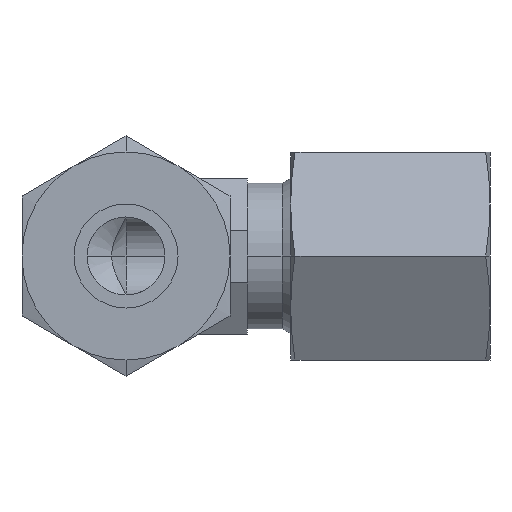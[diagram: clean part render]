
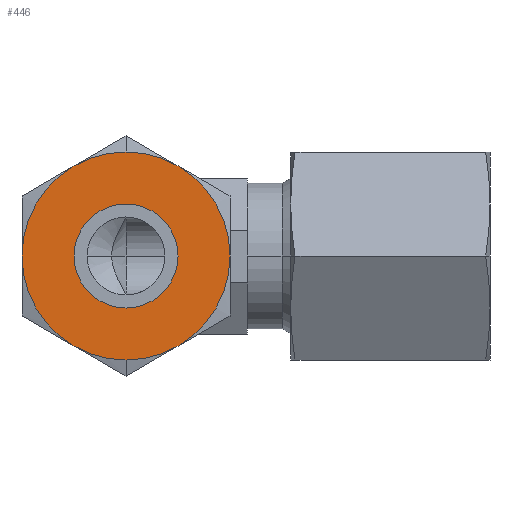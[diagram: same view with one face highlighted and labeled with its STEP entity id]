
A CAD part, front view. The second image highlights one B-rep face of the part: STEP entity #446.
In plain terms, the highlighted planar face has unit normal (0, -1, 0).
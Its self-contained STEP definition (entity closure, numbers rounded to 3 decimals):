
#446 = ADVANCED_FACE( '', ( #823, #824 ), #825, .T. );
#823 = FACE_OUTER_BOUND( '', #1203, .T. );
#824 = FACE_BOUND( '', #1204, .T. );
#825 = PLANE( '', #1205 );
#1203 = EDGE_LOOP( '', ( #2536, #2537, #2538, #2539, #2540, #2541, #2542, #2543 ) );
#1204 = EDGE_LOOP( '', ( #2544, #2545 ) );
#1205 = AXIS2_PLACEMENT_3D( '', #2546, #2547, #2548 );
#2536 = ORIENTED_EDGE( '', *, *, #2959, .F. );
#2537 = ORIENTED_EDGE( '', *, *, #2960, .F. );
#2538 = ORIENTED_EDGE( '', *, *, #2955, .F. );
#2539 = ORIENTED_EDGE( '', *, *, #2956, .F. );
#2540 = ORIENTED_EDGE( '', *, *, #2916, .F. );
#2541 = ORIENTED_EDGE( '', *, *, #2957, .F. );
#2542 = ORIENTED_EDGE( '', *, *, #2958, .F. );
#2543 = ORIENTED_EDGE( '', *, *, #2912, .F. );
#2544 = ORIENTED_EDGE( '', *, *, #2966, .T. );
#2545 = ORIENTED_EDGE( '', *, *, #2896, .T. );
#2546 = CARTESIAN_POINT( '', ( 0., -21., 4.5 ) );
#2547 = DIRECTION( '', ( 0., -1., 0. ) );
#2548 = DIRECTION( '', ( 0., 0., -1. ) );
#2896 = EDGE_CURVE( '', #3505, #3502, #3506, .T. );
#2912 = EDGE_CURVE( '', #3530, #3533, #3534, .T. );
#2916 = EDGE_CURVE( '', #3539, #3537, #3541, .T. );
#2955 = EDGE_CURVE( '', #3557, #3576, #3602, .T. );
#2956 = EDGE_CURVE( '', #3537, #3557, #3603, .T. );
#2957 = EDGE_CURVE( '', #3589, #3539, #3604, .T. );
#2958 = EDGE_CURVE( '', #3533, #3589, #3605, .T. );
#2959 = EDGE_CURVE( '', #3569, #3530, #3606, .T. );
#2960 = EDGE_CURVE( '', #3576, #3569, #3607, .T. );
#2966 = EDGE_CURVE( '', #3502, #3505, #3613, .T. );
#3502 = VERTEX_POINT( '', #4592 );
#3505 = VERTEX_POINT( '', #4596 );
#3506 = CIRCLE( '', #4597, 3. );
#3530 = VERTEX_POINT( '', #4630 );
#3533 = VERTEX_POINT( '', #4634 );
#3534 = CIRCLE( '', #4635, 6. );
#3537 = VERTEX_POINT( '', #4647 );
#3539 = VERTEX_POINT( '', #4650 );
#3541 = CIRCLE( '', #4661, 6. );
#3557 = VERTEX_POINT( '', #4707 );
#3569 = VERTEX_POINT( '', #4757 );
#3576 = VERTEX_POINT( '', #4801 );
#3589 = VERTEX_POINT( '', #4878 );
#3602 = CIRCLE( '', #4928, 6. );
#3603 = CIRCLE( '', #4929, 6. );
#3604 = CIRCLE( '', #4930, 6. );
#3605 = CIRCLE( '', #4931, 6. );
#3606 = CIRCLE( '', #4932, 6. );
#3607 = CIRCLE( '', #4933, 6. );
#3613 = CIRCLE( '', #4939, 3. );
#4592 = CARTESIAN_POINT( '', ( 0., -21., 3. ) );
#4596 = CARTESIAN_POINT( '', ( 0., -21., -3. ) );
#4597 = AXIS2_PLACEMENT_3D( '', #5476, #5477, #5478 );
#4630 = CARTESIAN_POINT( '', ( 0., -21., 6. ) );
#4634 = CARTESIAN_POINT( '', ( 3., -21., 5.196 ) );
#4635 = AXIS2_PLACEMENT_3D( '', #5504, #5505, #5506 );
#4647 = CARTESIAN_POINT( '', ( 0., -21., -6. ) );
#4650 = CARTESIAN_POINT( '', ( 3., -21., -5.196 ) );
#4661 = AXIS2_PLACEMENT_3D( '', #5508, #5509, #5510 );
#4707 = CARTESIAN_POINT( '', ( -3., -21., -5.196 ) );
#4757 = CARTESIAN_POINT( '', ( -3., -21., 5.196 ) );
#4801 = CARTESIAN_POINT( '', ( -6., -21., 0. ) );
#4878 = CARTESIAN_POINT( '', ( 6., -21., 0. ) );
#4928 = AXIS2_PLACEMENT_3D( '', #5543, #5544, #5545 );
#4929 = AXIS2_PLACEMENT_3D( '', #5546, #5547, #5548 );
#4930 = AXIS2_PLACEMENT_3D( '', #5549, #5550, #5551 );
#4931 = AXIS2_PLACEMENT_3D( '', #5552, #5553, #5554 );
#4932 = AXIS2_PLACEMENT_3D( '', #5555, #5556, #5557 );
#4933 = AXIS2_PLACEMENT_3D( '', #5558, #5559, #5560 );
#4939 = AXIS2_PLACEMENT_3D( '', #5576, #5577, #5578 );
#5476 = CARTESIAN_POINT( '', ( 0., -21., 0. ) );
#5477 = DIRECTION( '', ( 0., 1., 0. ) );
#5478 = DIRECTION( '', ( 0., 0., 1. ) );
#5504 = CARTESIAN_POINT( '', ( 0., -21., 0. ) );
#5505 = DIRECTION( '', ( 0., 1., 0. ) );
#5506 = DIRECTION( '', ( 0., 0., 1. ) );
#5508 = CARTESIAN_POINT( '', ( 0., -21., 0. ) );
#5509 = DIRECTION( '', ( 0., 1., 0. ) );
#5510 = DIRECTION( '', ( 0., 0., 1. ) );
#5543 = CARTESIAN_POINT( '', ( 0., -21., 0. ) );
#5544 = DIRECTION( '', ( 0., 1., 0. ) );
#5545 = DIRECTION( '', ( 0., 0., 1. ) );
#5546 = CARTESIAN_POINT( '', ( 0., -21., 0. ) );
#5547 = DIRECTION( '', ( 0., 1., 0. ) );
#5548 = DIRECTION( '', ( 0., 0., 1. ) );
#5549 = CARTESIAN_POINT( '', ( 0., -21., 0. ) );
#5550 = DIRECTION( '', ( 0., 1., 0. ) );
#5551 = DIRECTION( '', ( 0., 0., 1. ) );
#5552 = CARTESIAN_POINT( '', ( 0., -21., 0. ) );
#5553 = DIRECTION( '', ( 0., 1., 0. ) );
#5554 = DIRECTION( '', ( 0., 0., 1. ) );
#5555 = CARTESIAN_POINT( '', ( 0., -21., 0. ) );
#5556 = DIRECTION( '', ( 0., 1., 0. ) );
#5557 = DIRECTION( '', ( 0., 0., 1. ) );
#5558 = CARTESIAN_POINT( '', ( 0., -21., 0. ) );
#5559 = DIRECTION( '', ( 0., 1., 0. ) );
#5560 = DIRECTION( '', ( 0., 0., 1. ) );
#5576 = CARTESIAN_POINT( '', ( 0., -21., 0. ) );
#5577 = DIRECTION( '', ( 0., 1., 0. ) );
#5578 = DIRECTION( '', ( 0., 0., 1. ) );
